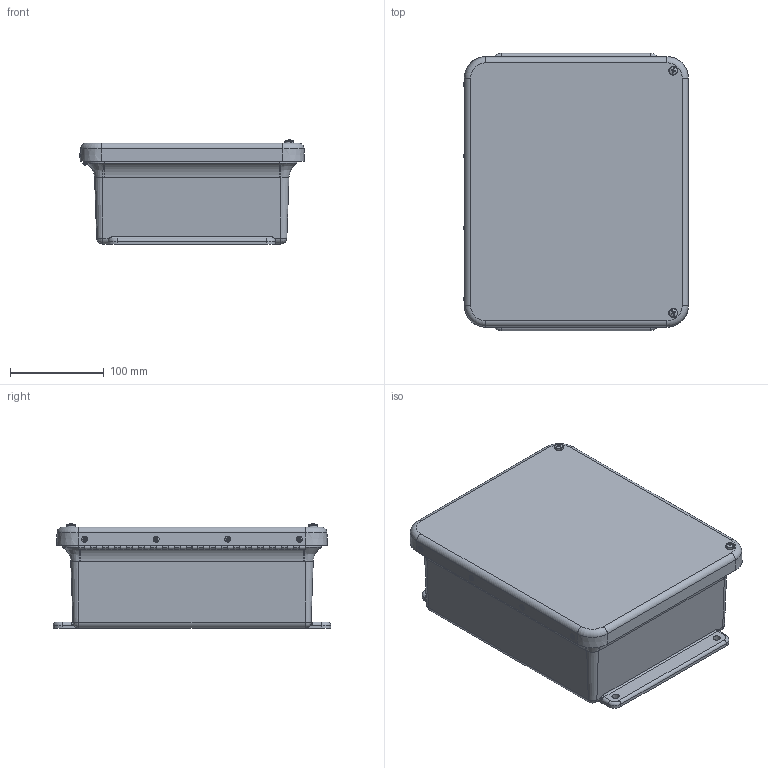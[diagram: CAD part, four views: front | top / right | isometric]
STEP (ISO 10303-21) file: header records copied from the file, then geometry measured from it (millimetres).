
FILE_DESCRIPTION(/* description */ (''),/* implementation_level */ '2;1');
FILE_NAME(/* name */ 'HW-WHJ100804CHSC.stp',/* time_stamp */ '2014-04-08T07:37:07-05:00',/* author */ ('jtigges'),/* organization */ (''),/* preprocessor_version */ 'ST-DEVELOPER v15.2',/* originating_system */ 'Autodesk Inventor 2014',/* authorisation */ '');
FILE_SCHEMA (('AUTOMOTIVE_DESIGN { 1 0 10303 214 3 1 1 }'));
Length unit declared in the file: inch
Products named in the file (18): J1008HW_2; RMINS45821P_23; RMINS45821P_24; RMINS45821P_25; RMINS45821P_26; RMINS45821P_27; RMINS45821P_28; J1008BHW; RMHINGCOV9.5; RMHINGPIN9.5; RMHINGBOX9.5; RMHING9.5(J); J1008HWCVR; GASKET_1008; WP1008HWU; RMSC10X063PHCPH; RMRIV43; WH-J1008HW_STP
Bounding box: 239.61 x 295.27 x 110.86 mm (x, y, z)
Volume: 992897.4 mm3; surface area: 519748.1 mm2
Topology: 22 solids, 22 shells, 751 faces, 1869 edges, 1187 vertices
Faces by surface type: cylinder 287, plane 259, cone 129, torus 40, bspline 32, sphere 4
Full cylindrical faces by diameter (mm): 2.159 x39, 3.175 x8, 3.327 x8, 3.556 x8, 3.683 x2, 3.861 x5, 3.962 x7, 3.967 x40, 4.826 x40, 5.537 x4, 6.35 x8, 6.858 x6
Entity records: 18972 total; most frequent: CARTESIAN_POINT 4446, DIRECTION 3132, ORIENTED_EDGE 2604, EDGE_CURVE 1302, AXIS2_PLACEMENT_3D 1249, EDGE_LOOP 918, VERTEX_POINT 918, LINE 634
